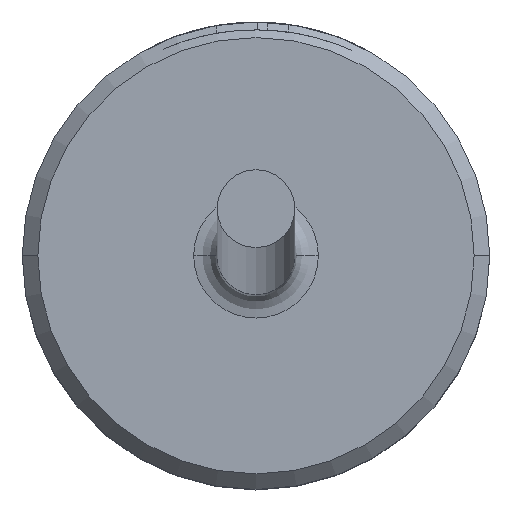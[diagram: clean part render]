
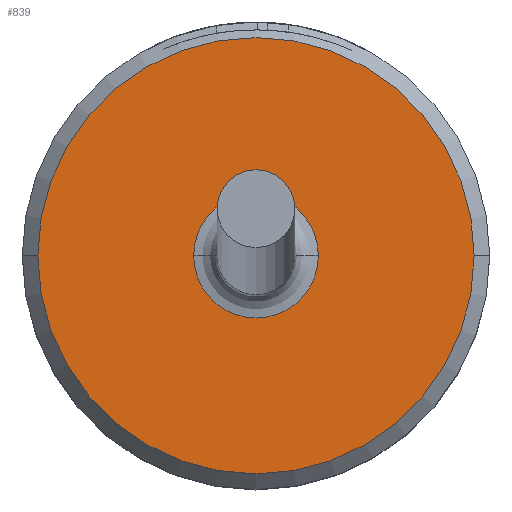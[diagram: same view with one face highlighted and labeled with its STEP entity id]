
A CAD part, top view. The second image highlights one B-rep face of the part: STEP entity #839.
In plain terms, the highlighted planar face has unit normal (0, 0, 1).
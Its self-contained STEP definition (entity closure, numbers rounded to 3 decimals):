
#46 = CARTESIAN_POINT ( 'NONE',  ( 2.8, 0., 4. ) ) ;
#77 = DIRECTION ( 'NONE',  ( 0., 0., 1. ) ) ;
#98 = CARTESIAN_POINT ( 'NONE',  ( 0., 0., 4. ) ) ;
#124 = EDGE_CURVE ( 'NONE', #858, #829, #174, .T. ) ;
#126 = CARTESIAN_POINT ( 'NONE',  ( 0., 0., 4. ) ) ;
#144 = AXIS2_PLACEMENT_3D ( 'NONE', #98, #723, #185 ) ;
#174 = CIRCLE ( 'NONE', #375, 0.8 ) ;
#185 = DIRECTION ( 'NONE',  ( 1., 0., 0. ) ) ;
#222 = DIRECTION ( 'NONE',  ( -1., 0., 0. ) ) ;
#251 = ORIENTED_EDGE ( 'NONE', *, *, #670, .T. ) ;
#319 = CIRCLE ( 'NONE', #144, 2.8 ) ;
#321 = CARTESIAN_POINT ( 'NONE',  ( 0., 0., 4. ) ) ;
#331 = CIRCLE ( 'NONE', #1158, 0.8 ) ;
#341 = ORIENTED_EDGE ( 'NONE', *, *, #1104, .T. ) ;
#349 = FACE_BOUND ( 'NONE', #595, .T. ) ;
#375 = AXIS2_PLACEMENT_3D ( 'NONE', #561, #475, #473 ) ;
#393 = AXIS2_PLACEMENT_3D ( 'NONE', #615, #77, #707 ) ;
#411 = DIRECTION ( 'NONE',  ( 1., 0., 0. ) ) ;
#425 = AXIS2_PLACEMENT_3D ( 'NONE', #321, #942, #411 ) ;
#451 = VERTEX_POINT ( 'NONE', #46 ) ;
#473 = DIRECTION ( 'NONE',  ( -1., 0., 0. ) ) ;
#475 = DIRECTION ( 'NONE',  ( 0., 0., -1. ) ) ;
#561 = CARTESIAN_POINT ( 'NONE',  ( 0., 0., 4. ) ) ;
#589 = FACE_OUTER_BOUND ( 'NONE', #886, .T. ) ;
#595 = EDGE_LOOP ( 'NONE', ( #621, #251 ) ) ;
#615 = CARTESIAN_POINT ( 'NONE',  ( 0., 0., 4. ) ) ;
#621 = ORIENTED_EDGE ( 'NONE', *, *, #124, .T. ) ;
#624 = PLANE ( 'NONE',  #393 ) ;
#670 = EDGE_CURVE ( 'NONE', #829, #858, #331, .T. ) ;
#700 = VERTEX_POINT ( 'NONE', #852 ) ;
#707 = DIRECTION ( 'NONE',  ( 1., 0., 0. ) ) ;
#723 = DIRECTION ( 'NONE',  ( 0., 0., 1. ) ) ;
#760 = DIRECTION ( 'NONE',  ( 0., 0., -1. ) ) ;
#787 = CIRCLE ( 'NONE', #425, 2.8 ) ;
#814 = CARTESIAN_POINT ( 'NONE',  ( -0.8, 0., 4. ) ) ;
#829 = VERTEX_POINT ( 'NONE', #963 ) ;
#839 = ADVANCED_FACE ( 'NONE', ( #589, #349 ), #624, .T. ) ;
#852 = CARTESIAN_POINT ( 'NONE',  ( -2.8, 0., 4. ) ) ;
#858 = VERTEX_POINT ( 'NONE', #814 ) ;
#869 = EDGE_CURVE ( 'NONE', #451, #700, #319, .T. ) ;
#886 = EDGE_LOOP ( 'NONE', ( #341, #1066 ) ) ;
#942 = DIRECTION ( 'NONE',  ( 0., 0., 1. ) ) ;
#963 = CARTESIAN_POINT ( 'NONE',  ( 0.8, 0., 4. ) ) ;
#1066 = ORIENTED_EDGE ( 'NONE', *, *, #869, .T. ) ;
#1104 = EDGE_CURVE ( 'NONE', #700, #451, #787, .T. ) ;
#1158 = AXIS2_PLACEMENT_3D ( 'NONE', #126, #760, #222 ) ;
